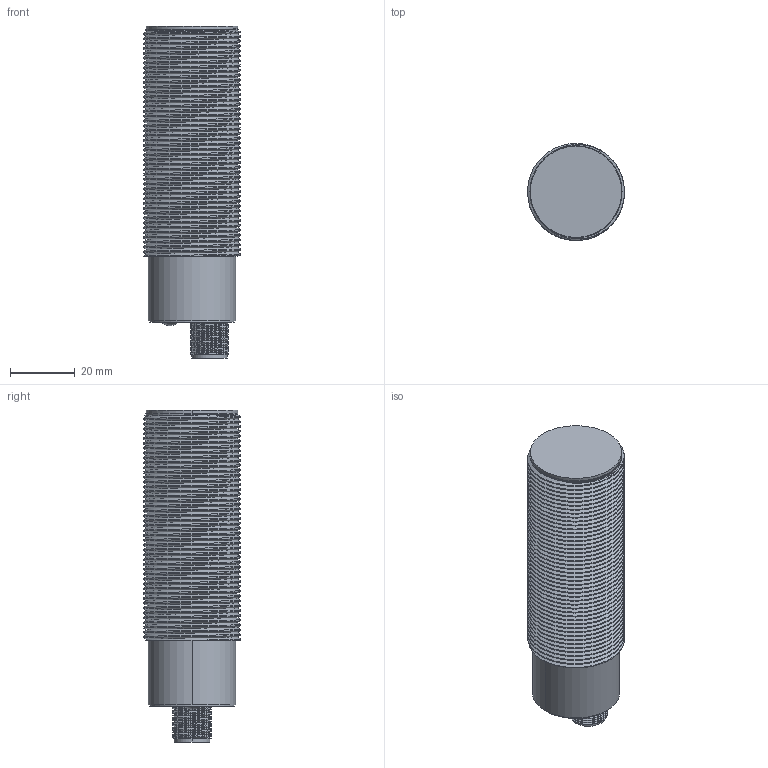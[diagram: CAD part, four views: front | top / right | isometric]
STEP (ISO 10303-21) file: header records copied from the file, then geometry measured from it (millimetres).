
FILE_DESCRIPTION (( 'STEP AP203' ), '1' );
FILE_NAME ('MC30.STEP', '2016-06-30T08:58:32', ( '' ), ( '' ), 'SwSTEP 2.0', 'SolidWorks 2013', '' );
FILE_SCHEMA (( 'CONFIG_CONTROL_DESIGN' ));
Length unit declared in the file: millimetre
Products named in the file (1): MC30
Bounding box: 30 x 29.96 x 102.81 mm (x, y, z)
Volume: 59482.9 mm3; surface area: 15880.6 mm2
Topology: 1 solids, 1 shells, 153 faces, 432 edges, 287 vertices
Faces by surface type: cylinder 137, plane 10, bspline 4, sphere 2
Entity records: 11346 total; most frequent: CARTESIAN_POINT 8046, ORIENTED_EDGE 864, DIRECTION 509, EDGE_CURVE 432, VERTEX_POINT 287, AXIS2_PLACEMENT_3D 186, EDGE_LOOP 159, ADVANCED_FACE 153
